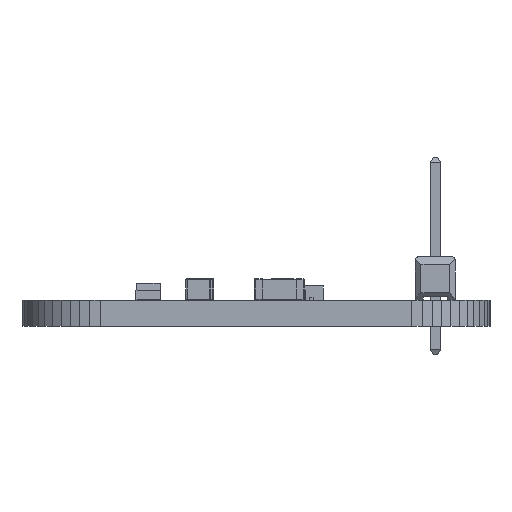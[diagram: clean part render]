
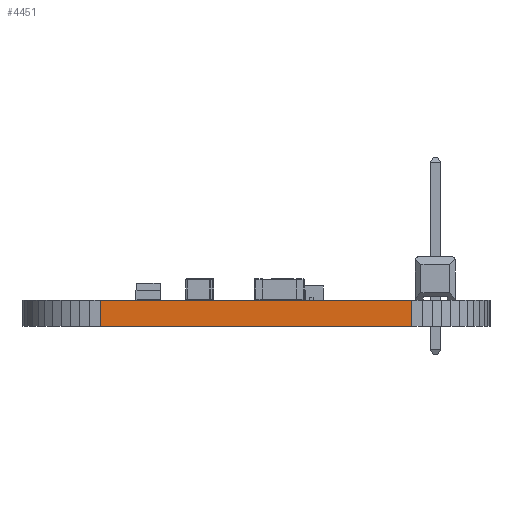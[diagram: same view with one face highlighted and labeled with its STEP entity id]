
A CAD part, left-side view. The second image highlights one B-rep face of the part: STEP entity #4451.
In plain terms, the highlighted planar face has unit normal (-1, 0.001, 0).
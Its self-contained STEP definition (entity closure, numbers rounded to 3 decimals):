
#84 = EDGE_CURVE('',#85,#87,#89,.T.);
#85 = VERTEX_POINT('',#86);
#86 = CARTESIAN_POINT('',(-0.011,5.,0.));
#87 = VERTEX_POINT('',#88);
#88 = CARTESIAN_POINT('',(-0.011,5.,1.671));
#89 = SURFACE_CURVE('',#90,(#94,#106),.PCURVE_S1.);
#90 = LINE('',#91,#92);
#91 = CARTESIAN_POINT('',(-0.011,5.,0.));
#92 = VECTOR('',#93,1.);
#93 = DIRECTION('',(0.,0.,1.));
#94 = PCURVE('',#95,#100);
#95 = PLANE('',#96);
#96 = AXIS2_PLACEMENT_3D('',#97,#98,#99);
#97 = CARTESIAN_POINT('',(-0.011,5.,0.));
#98 = DIRECTION('',(0.998,0.065,0.));
#99 = DIRECTION('',(0.065,-0.998,0.));
#100 = DEFINITIONAL_REPRESENTATION('',(#101),#105);
#101 = LINE('',#102,#103);
#102 = CARTESIAN_POINT('',(0.,0.));
#103 = VECTOR('',#104,1.);
#104 = DIRECTION('',(0.,-1.));
#105 = ( GEOMETRIC_REPRESENTATION_CONTEXT(2) 
PARAMETRIC_REPRESENTATION_CONTEXT() REPRESENTATION_CONTEXT('2D SPACE',''
  ) );
#106 = PCURVE('',#107,#112);
#107 = PLANE('',#108);
#108 = AXIS2_PLACEMENT_3D('',#109,#110,#111);
#109 = CARTESIAN_POINT('',(0.,25.,0.));
#110 = DIRECTION('',(1.,-0.001,0.));
#111 = DIRECTION('',(-0.001,-1.,0.));
#112 = DEFINITIONAL_REPRESENTATION('',(#113),#117);
#113 = LINE('',#114,#115);
#114 = CARTESIAN_POINT('',(20.,0.));
#115 = VECTOR('',#116,1.);
#116 = DIRECTION('',(0.,-1.));
#117 = ( GEOMETRIC_REPRESENTATION_CONTEXT(2) 
PARAMETRIC_REPRESENTATION_CONTEXT() REPRESENTATION_CONTEXT('2D SPACE',''
  ) );
#135 = PLANE('',#136);
#136 = AXIS2_PLACEMENT_3D('',#137,#138,#139);
#137 = CARTESIAN_POINT('',(-0.011,5.,1.671));
#138 = DIRECTION('',(0.,0.,-1.));
#139 = DIRECTION('',(-1.,0.,0.));
#189 = PLANE('',#190);
#190 = AXIS2_PLACEMENT_3D('',#191,#192,#193);
#191 = CARTESIAN_POINT('',(-0.011,5.,0.));
#192 = DIRECTION('',(0.,0.,-1.));
#193 = DIRECTION('',(-1.,0.,0.));
#4348 = PLANE('',#4349);
#4349 = AXIS2_PLACEMENT_3D('',#4350,#4351,#4352);
#4350 = CARTESIAN_POINT('',(-0.011,25.,0.));
#4351 = DIRECTION('',(0.,1.,0.));
#4352 = DIRECTION('',(1.,0.,0.));
#4386 = VERTEX_POINT('',#4387);
#4387 = CARTESIAN_POINT('',(0.,25.,1.671));
#4408 = EDGE_CURVE('',#4409,#4386,#4411,.T.);
#4409 = VERTEX_POINT('',#4410);
#4410 = CARTESIAN_POINT('',(0.,25.,0.));
#4411 = SURFACE_CURVE('',#4412,(#4416,#4423),.PCURVE_S1.);
#4412 = LINE('',#4413,#4414);
#4413 = CARTESIAN_POINT('',(0.,25.,0.));
#4414 = VECTOR('',#4415,1.);
#4415 = DIRECTION('',(0.,0.,1.));
#4416 = PCURVE('',#4348,#4417);
#4417 = DEFINITIONAL_REPRESENTATION('',(#4418),#4422);
#4418 = LINE('',#4419,#4420);
#4419 = CARTESIAN_POINT('',(0.011,0.));
#4420 = VECTOR('',#4421,1.);
#4421 = DIRECTION('',(0.,-1.));
#4422 = ( GEOMETRIC_REPRESENTATION_CONTEXT(2) 
PARAMETRIC_REPRESENTATION_CONTEXT() REPRESENTATION_CONTEXT('2D SPACE',''
  ) );
#4423 = PCURVE('',#107,#4424);
#4424 = DEFINITIONAL_REPRESENTATION('',(#4425),#4429);
#4425 = LINE('',#4426,#4427);
#4426 = CARTESIAN_POINT('',(0.,0.));
#4427 = VECTOR('',#4428,1.);
#4428 = DIRECTION('',(0.,-1.));
#4429 = ( GEOMETRIC_REPRESENTATION_CONTEXT(2) 
PARAMETRIC_REPRESENTATION_CONTEXT() REPRESENTATION_CONTEXT('2D SPACE',''
  ) );
#4451 = ADVANCED_FACE('',(#4452),#107,.F.);
#4452 = FACE_BOUND('',#4453,.F.);
#4453 = EDGE_LOOP('',(#4454,#4455,#4476,#4477));
#4454 = ORIENTED_EDGE('',*,*,#4408,.T.);
#4455 = ORIENTED_EDGE('',*,*,#4456,.T.);
#4456 = EDGE_CURVE('',#4386,#87,#4457,.T.);
#4457 = SURFACE_CURVE('',#4458,(#4462,#4469),.PCURVE_S1.);
#4458 = LINE('',#4459,#4460);
#4459 = CARTESIAN_POINT('',(0.,25.,1.671));
#4460 = VECTOR('',#4461,1.);
#4461 = DIRECTION('',(-0.001,-1.,0.));
#4462 = PCURVE('',#107,#4463);
#4463 = DEFINITIONAL_REPRESENTATION('',(#4464),#4468);
#4464 = LINE('',#4465,#4466);
#4465 = CARTESIAN_POINT('',(0.,-1.671));
#4466 = VECTOR('',#4467,1.);
#4467 = DIRECTION('',(1.,0.));
#4468 = ( GEOMETRIC_REPRESENTATION_CONTEXT(2) 
PARAMETRIC_REPRESENTATION_CONTEXT() REPRESENTATION_CONTEXT('2D SPACE',''
  ) );
#4469 = PCURVE('',#135,#4470);
#4470 = DEFINITIONAL_REPRESENTATION('',(#4471),#4475);
#4471 = LINE('',#4472,#4473);
#4472 = CARTESIAN_POINT('',(-0.011,20.));
#4473 = VECTOR('',#4474,1.);
#4474 = DIRECTION('',(0.001,-1.));
#4475 = ( GEOMETRIC_REPRESENTATION_CONTEXT(2) 
PARAMETRIC_REPRESENTATION_CONTEXT() REPRESENTATION_CONTEXT('2D SPACE',''
  ) );
#4476 = ORIENTED_EDGE('',*,*,#84,.F.);
#4477 = ORIENTED_EDGE('',*,*,#4478,.F.);
#4478 = EDGE_CURVE('',#4409,#85,#4479,.T.);
#4479 = SURFACE_CURVE('',#4480,(#4484,#4491),.PCURVE_S1.);
#4480 = LINE('',#4481,#4482);
#4481 = CARTESIAN_POINT('',(0.,25.,0.));
#4482 = VECTOR('',#4483,1.);
#4483 = DIRECTION('',(-0.001,-1.,0.));
#4484 = PCURVE('',#107,#4485);
#4485 = DEFINITIONAL_REPRESENTATION('',(#4486),#4490);
#4486 = LINE('',#4487,#4488);
#4487 = CARTESIAN_POINT('',(0.,0.));
#4488 = VECTOR('',#4489,1.);
#4489 = DIRECTION('',(1.,0.));
#4490 = ( GEOMETRIC_REPRESENTATION_CONTEXT(2) 
PARAMETRIC_REPRESENTATION_CONTEXT() REPRESENTATION_CONTEXT('2D SPACE',''
  ) );
#4491 = PCURVE('',#189,#4492);
#4492 = DEFINITIONAL_REPRESENTATION('',(#4493),#4497);
#4493 = LINE('',#4494,#4495);
#4494 = CARTESIAN_POINT('',(-0.011,20.));
#4495 = VECTOR('',#4496,1.);
#4496 = DIRECTION('',(0.001,-1.));
#4497 = ( GEOMETRIC_REPRESENTATION_CONTEXT(2) 
PARAMETRIC_REPRESENTATION_CONTEXT() REPRESENTATION_CONTEXT('2D SPACE',''
  ) );
